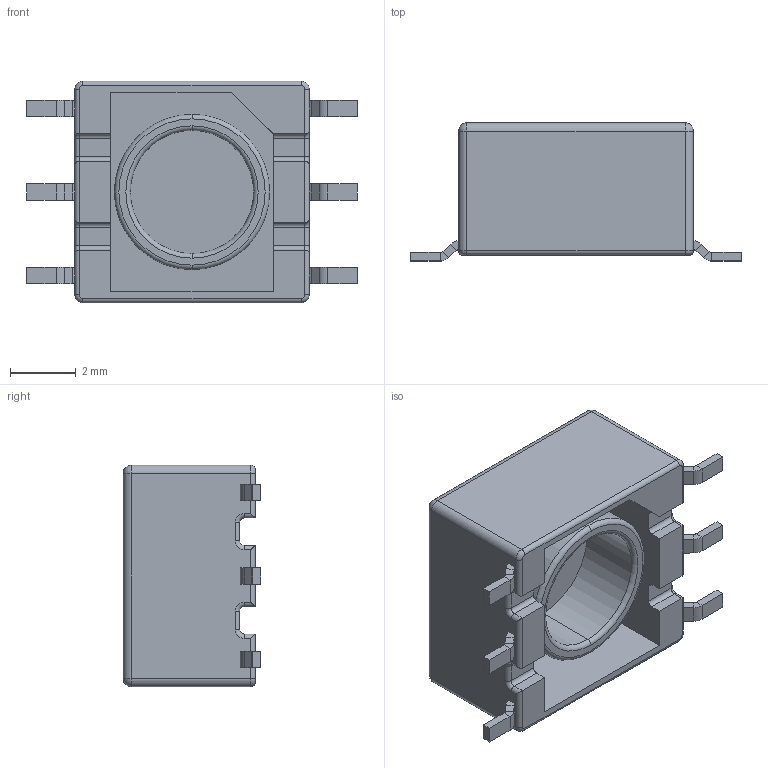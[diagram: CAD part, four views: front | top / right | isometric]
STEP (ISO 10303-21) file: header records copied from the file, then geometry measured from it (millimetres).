
FILE_DESCRIPTION (( 'STEP AP214' ), '1' );
FILE_NAME ('760390013.STEP', '2018-06-08T12:36:27', ( '' ), ( '' ), 'SwSTEP 2.0', 'SolidWorks 2017', '' );
FILE_SCHEMA (( 'AUTOMOTIVE_DESIGN' ));
Length unit declared in the file: inch
Products named in the file (1): 760390013
Bounding box: 10.03 x 4.19 x 6.73 mm (x, y, z)
Volume: 131.2 mm3; surface area: 341.3 mm2
Topology: 9 solids, 9 shells, 231 faces, 493 edges, 278 vertices
Faces by surface type: plane 141, cylinder 70, torus 16, sphere 4
Entity records: 7057 total; most frequent: DIRECTION 1088, CARTESIAN_POINT 1026, ORIENTED_EDGE 978, EDGE_CURVE 489, AXIS2_PLACEMENT_3D 376, LINE 336, VECTOR 336, VERTEX_POINT 278
